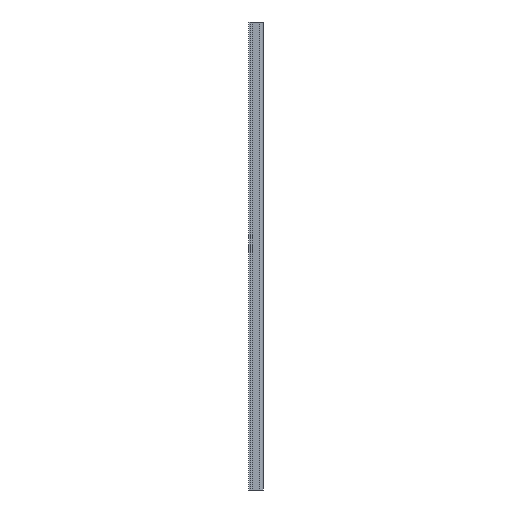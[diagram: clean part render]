
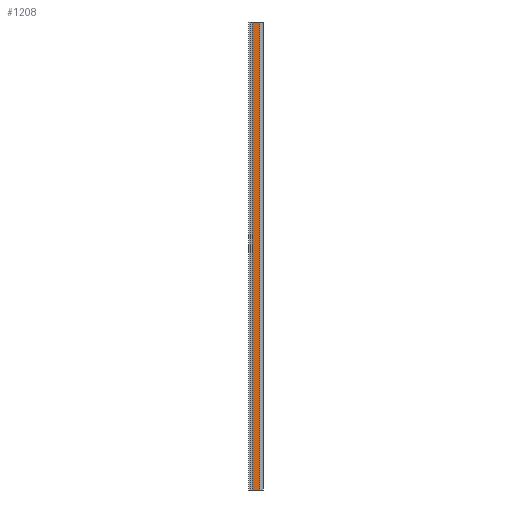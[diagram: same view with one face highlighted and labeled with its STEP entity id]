
A CAD part, left-side view. The second image highlights one B-rep face of the part: STEP entity #1208.
In plain terms, the highlighted planar face has unit normal (-1, 0, 0).
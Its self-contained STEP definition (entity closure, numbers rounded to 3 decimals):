
#3 = DIRECTION ( 'NONE',  ( 0., 1., 0. ) ) ;
#61 = EDGE_CURVE ( 'NONE', #870, #1386, #1203, .T. ) ;
#169 = ORIENTED_EDGE ( 'NONE', *, *, #341, .F. ) ;
#171 = CARTESIAN_POINT ( 'NONE',  ( 0., 6.5, 0. ) ) ;
#178 = DIRECTION ( 'NONE',  ( 0., -1., 0. ) ) ;
#205 = CARTESIAN_POINT ( 'NONE',  ( 0., 1.8, 0. ) ) ;
#216 = VECTOR ( 'NONE', #1701, 1000. ) ;
#341 = EDGE_CURVE ( 'NONE', #672, #608, #534, .T. ) ;
#351 = LINE ( 'NONE', #1033, #216 ) ;
#426 = AXIS2_PLACEMENT_3D ( 'NONE', #171, #853, #3 ) ;
#430 = CARTESIAN_POINT ( 'NONE',  ( 0., 1.8, 250. ) ) ;
#455 = EDGE_CURVE ( 'NONE', #608, #1386, #351, .T. ) ;
#466 = CARTESIAN_POINT ( 'NONE',  ( 0., 5.7, 0. ) ) ;
#522 = CARTESIAN_POINT ( 'NONE',  ( 0., 5.7, 0. ) ) ;
#534 = LINE ( 'NONE', #522, #1404 ) ;
#586 = EDGE_LOOP ( 'NONE', ( #1851, #2042, #169, #1502 ) ) ;
#606 = CARTESIAN_POINT ( 'NONE',  ( 0., 5.7, 250. ) ) ;
#608 = VERTEX_POINT ( 'NONE', #606 ) ;
#672 = VERTEX_POINT ( 'NONE', #466 ) ;
#727 = CARTESIAN_POINT ( 'NONE',  ( 0., 6.5, 0. ) ) ;
#853 = DIRECTION ( 'NONE',  ( 1., 0., 0. ) ) ;
#858 = CARTESIAN_POINT ( 'NONE',  ( 0., 1.8, 0. ) ) ;
#870 = VERTEX_POINT ( 'NONE', #858 ) ;
#1005 = DIRECTION ( 'NONE',  ( 0., 0., 1. ) ) ;
#1028 = DIRECTION ( 'NONE',  ( 0., 0., 1. ) ) ;
#1033 = CARTESIAN_POINT ( 'NONE',  ( 0., 6.5, 250. ) ) ;
#1186 = LINE ( 'NONE', #727, #2141 ) ;
#1203 = LINE ( 'NONE', #205, #1756 ) ;
#1208 = ADVANCED_FACE ( 'NONE', ( #2176 ), #1564, .F. ) ;
#1386 = VERTEX_POINT ( 'NONE', #430 ) ;
#1404 = VECTOR ( 'NONE', #1005, 1000. ) ;
#1502 = ORIENTED_EDGE ( 'NONE', *, *, #1631, .T. ) ;
#1564 = PLANE ( 'NONE',  #426 ) ;
#1631 = EDGE_CURVE ( 'NONE', #672, #870, #1186, .T. ) ;
#1701 = DIRECTION ( 'NONE',  ( 0., -1., 0. ) ) ;
#1756 = VECTOR ( 'NONE', #1028, 1000. ) ;
#1851 = ORIENTED_EDGE ( 'NONE', *, *, #61, .T. ) ;
#2042 = ORIENTED_EDGE ( 'NONE', *, *, #455, .F. ) ;
#2141 = VECTOR ( 'NONE', #178, 1000. ) ;
#2176 = FACE_OUTER_BOUND ( 'NONE', #586, .T. ) ;
